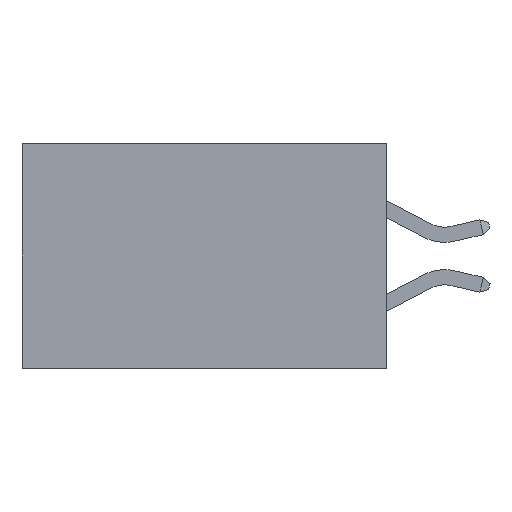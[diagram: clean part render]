
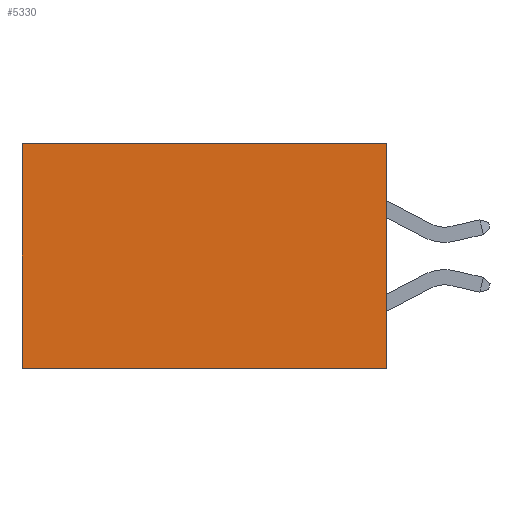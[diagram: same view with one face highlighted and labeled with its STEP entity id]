
A CAD part, left-side view. The second image highlights one B-rep face of the part: STEP entity #5330.
In plain terms, the highlighted planar face has unit normal (-1, 0, 0).
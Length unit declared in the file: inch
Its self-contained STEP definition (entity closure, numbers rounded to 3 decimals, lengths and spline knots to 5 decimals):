
#277 = LINE ( 'NONE', #13788, #11397 ) ;
#836 = EDGE_CURVE ( 'NONE', #9443, #6916, #10942, .T. ) ;
#1400 = DIRECTION ( 'NONE',  ( 1., 0., 0. ) ) ;
#1432 = EDGE_CURVE ( 'NONE', #9443, #6744, #10519, .T. ) ;
#3038 = FACE_OUTER_BOUND ( 'NONE', #5940, .T. ) ;
#3847 = CARTESIAN_POINT ( 'NONE',  ( 0.298, 0., 0. ) ) ;
#4484 = CARTESIAN_POINT ( 'NONE',  ( 0.298, 0.6, -0.37 ) ) ;
#4488 = EDGE_CURVE ( 'NONE', #6916, #7033, #15208, .T. ) ;
#4641 = DIRECTION ( 'NONE',  ( 0., 1., 0. ) ) ;
#4788 = DIRECTION ( 'NONE',  ( 0., 0., -1. ) ) ;
#5165 = DIRECTION ( 'NONE',  ( 0., 0., -1. ) ) ;
#5330 = ADVANCED_FACE ( 'NONE', ( #3038 ), #7783, .F. ) ;
#5940 = EDGE_LOOP ( 'NONE', ( #15996, #12892, #11067, #13552 ) ) ;
#6072 = CARTESIAN_POINT ( 'NONE',  ( 0.298, 0., 0. ) ) ;
#6744 = VERTEX_POINT ( 'NONE', #13454 ) ;
#6916 = VERTEX_POINT ( 'NONE', #12525 ) ;
#7033 = VERTEX_POINT ( 'NONE', #4484 ) ;
#7069 = VECTOR ( 'NONE', #4641, 39.37008 ) ;
#7719 = EDGE_CURVE ( 'NONE', #6744, #7033, #277, .T. ) ;
#7783 = PLANE ( 'NONE',  #8969 ) ;
#8422 = CARTESIAN_POINT ( 'NONE',  ( 0.298, 0.6, 0. ) ) ;
#8969 = AXIS2_PLACEMENT_3D ( 'NONE', #3847, #1400, #5165 ) ;
#9443 = VERTEX_POINT ( 'NONE', #11271 ) ;
#10519 = LINE ( 'NONE', #6072, #15452 ) ;
#10942 = LINE ( 'NONE', #16448, #7069 ) ;
#11067 = ORIENTED_EDGE ( 'NONE', *, *, #1432, .F. ) ;
#11271 = CARTESIAN_POINT ( 'NONE',  ( 0.298, 0., 0. ) ) ;
#11397 = VECTOR ( 'NONE', #16521, 39.37008 ) ;
#12525 = CARTESIAN_POINT ( 'NONE',  ( 0.298, 0.6, 0. ) ) ;
#12892 = ORIENTED_EDGE ( 'NONE', *, *, #7719, .F. ) ;
#13454 = CARTESIAN_POINT ( 'NONE',  ( 0.298, 0., -0.37 ) ) ;
#13552 = ORIENTED_EDGE ( 'NONE', *, *, #836, .T. ) ;
#13639 = DIRECTION ( 'NONE',  ( 0., 0., -1. ) ) ;
#13788 = CARTESIAN_POINT ( 'NONE',  ( 0.298, 0., -0.37 ) ) ;
#15208 = LINE ( 'NONE', #8422, #16235 ) ;
#15452 = VECTOR ( 'NONE', #4788, 39.37008 ) ;
#15996 = ORIENTED_EDGE ( 'NONE', *, *, #4488, .T. ) ;
#16235 = VECTOR ( 'NONE', #13639, 39.37008 ) ;
#16448 = CARTESIAN_POINT ( 'NONE',  ( 0.298, 0., 0. ) ) ;
#16521 = DIRECTION ( 'NONE',  ( 0., 1., 0. ) ) ;
